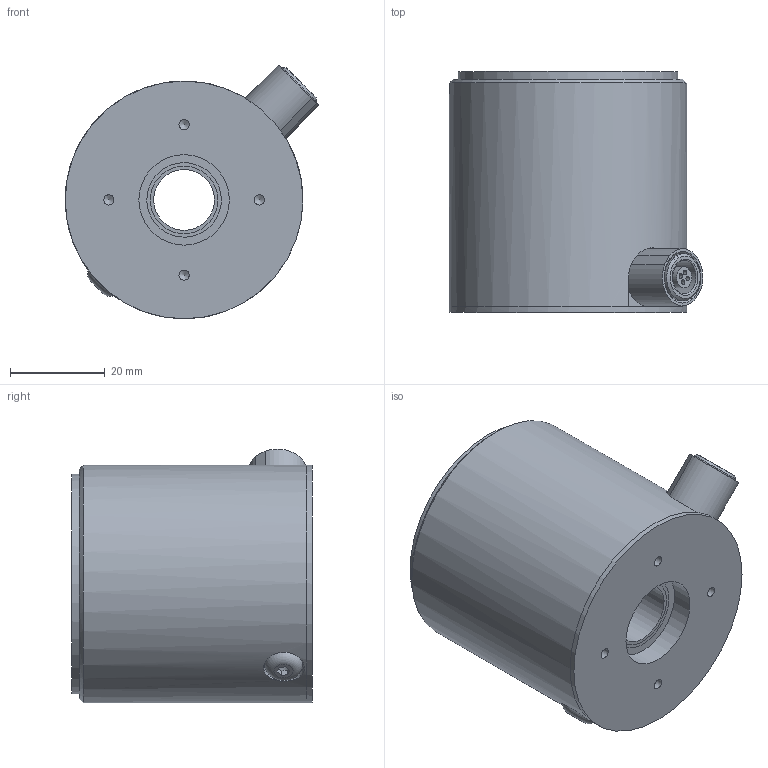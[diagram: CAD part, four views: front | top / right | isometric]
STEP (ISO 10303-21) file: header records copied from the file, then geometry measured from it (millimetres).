
FILE_DESCRIPTION(/* description */ (''),/* implementation_level */ '2;1');
FILE_NAME(/* name */ 'TFF400.stp',/* time_stamp */ '2017-07-24T09:53:02-07:00',/* author */ ('Javier'),/* organization */ (''),/* preprocessor_version */ 'ST-DEVELOPER v15.6',/* originating_system */ 'Autodesk Inventor 2015',/* authorisation */ '');
FILE_SCHEMA (('AUTOMOTIVE_DESIGN { 1 0 10303 214 3 1 1 }'));
Length unit declared in the file: inch
Products named in the file (1): TFF400
Bounding box: 53.5 x 50.8 x 53.5 mm (x, y, z)
Volume: 90200.7 mm3; surface area: 30664.5 mm2
Topology: 1 solids, 10 shells, 178 faces, 419 edges, 280 vertices
Faces by surface type: plane 82, cylinder 73, cone 20, torus 3
Full cylindrical faces by diameter (mm): 0.8 x8, 1 x4, 1.1 x8, 1.45 x4, 2.159 x8, 3.302 x1, 4.166 x1, 4.5 x1, 6.35 x1, 7.9 x1, 7.925 x1, 8.357 x1, 8.636 x1, 9.75 x1, 10 x1, 12.827 x1, 15.24 x1, 17.78 x1, 18.415 x1, 19.075 x2, 46.355 x1, 46.482 x1, 46.99 x1, 47.003 x1, 50.165 x2
Entity records: 4959 total; most frequent: CARTESIAN_POINT 1023, DIRECTION 793, ORIENTED_EDGE 626, AXIS2_PLACEMENT_3D 340, EDGE_CURVE 312, EDGE_LOOP 291, VERTEX_POINT 244, FACE_OUTER_BOUND 178
